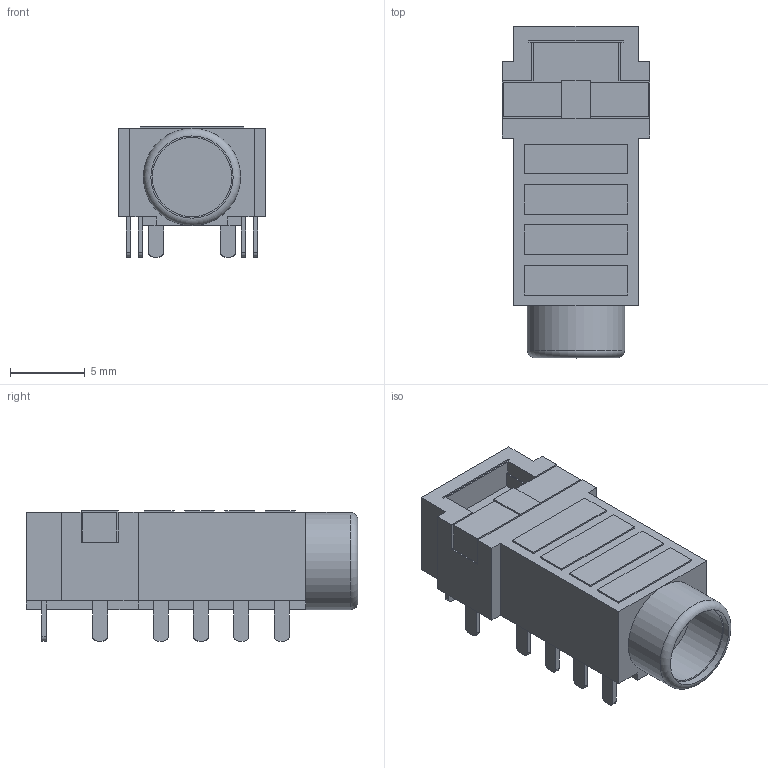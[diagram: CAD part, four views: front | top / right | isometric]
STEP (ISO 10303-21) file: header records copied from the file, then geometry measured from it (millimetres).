
FILE_DESCRIPTION(/* description */ ('Unknown'),/* implementation_level */ '2;1');
FILE_NAME(/* name */ 'NBA1-24-001',/* time_stamp */ '2023-03-10T13:30:00+01:00',/* author */ ('Unknown'),/* organization */ ('Unknown'),/* preprocessor_version */ 'ST-DEVELOPER v18.1',/* originating_system */ 'Solid Edge',/* authorisation */ 'Unknown');
FILE_SCHEMA (('AUTOMOTIVE_DESIGN {1 0 10303 214 3 1 1}'));
Length unit declared in the file: millimetre
Products named in the file (2): NBA1-24-001 v15; NBA1-24-001
Assembly tree (1 placements, depth 2):
  NBA1-24-001 v15
    NBA1-24-001
Bounding box: 9.9 x 22.2 x 8.7 mm (x, y, z)
Volume: 1041.9 mm3; surface area: 991 mm2
Topology: 1 solids, 1 shells, 173 faces, 458 edges, 302 vertices
Faces by surface type: plane 145, cylinder 27, torus 1
Full cylindrical faces by diameter (mm): 5.3 x1, 5.5 x1, 6.5 x1
Entity records: 6512 total; most frequent: CARTESIAN_POINT 929, ORIENTED_EDGE 906, DIRECTION 858, EDGE_CURVE 453, LINE 398, VECTOR 398, VERTEX_POINT 301, AXIS2_PLACEMENT_3D 230
